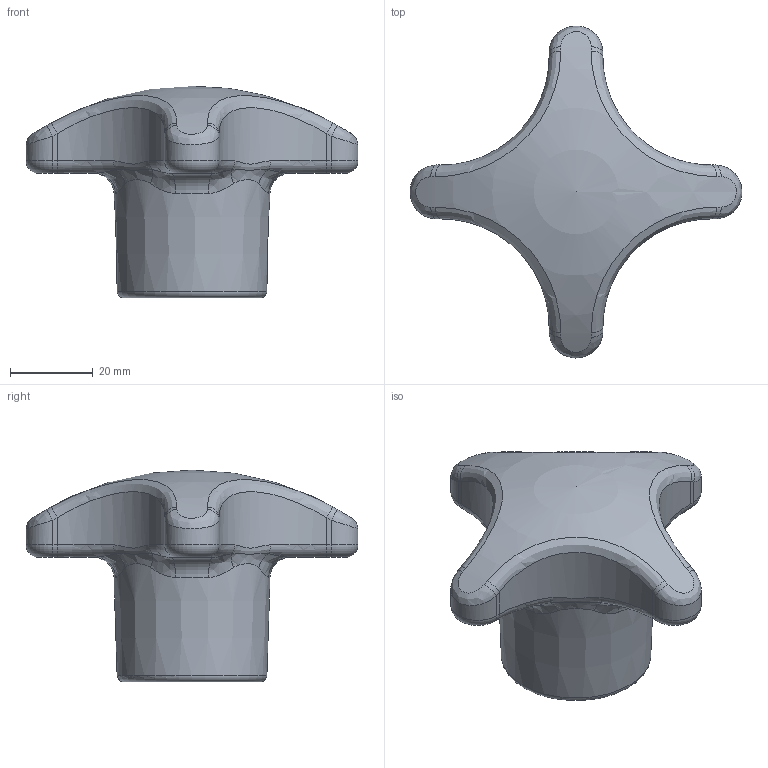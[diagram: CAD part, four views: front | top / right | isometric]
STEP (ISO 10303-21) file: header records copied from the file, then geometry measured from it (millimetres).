
FILE_DESCRIPTION( ( 'Unknown' ), '1' );
FILE_NAME( '7120065_VQB80_M16.stp', 'Unknown', ( 'Unknown' ), ( 'Unknown' ), 'PSStep 11.0', 'Unknown', ' ' );
FILE_SCHEMA( ( 'AUTOMOTIVE_DESIGN { 1 0 10303 214 1 1 1 1 }' ) );
Length unit declared in the file: millimetre
Products named in the file (1): 1
Bounding box: 80 x 80 x 51 mm (x, y, z)
Volume: 68182.2 mm3; surface area: 12729.2 mm2
Topology: 1 solids, 1 shells, 84 faces, 197 edges, 115 vertices
Faces by surface type: torus 25, bspline 24, cylinder 18, plane 14, cone 2, sphere 1
Full cylindrical faces by diameter (mm): 13.835 x2
Entity records: 10776 total; most frequent: CARTESIAN_POINT 8329, DIRECTION 374, ORIENTED_EDGE 372, EDGE_CURVE 186, AXIS2_PLACEMENT_3D 171, VERTEX_POINT 110, CIRCLE 110, EDGE_LOOP 90
